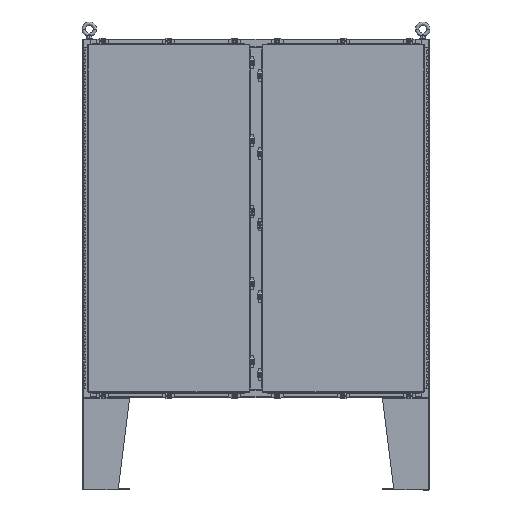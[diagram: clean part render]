
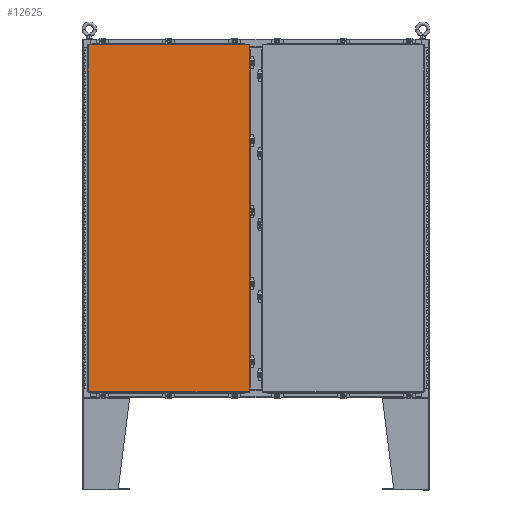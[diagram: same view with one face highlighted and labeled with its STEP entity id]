
A CAD part, top view. The second image highlights one B-rep face of the part: STEP entity #12625.
In plain terms, the highlighted planar face has unit normal (0, 0, 1).
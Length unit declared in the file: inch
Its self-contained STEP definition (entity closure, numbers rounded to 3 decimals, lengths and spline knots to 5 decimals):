
#3699 = CARTESIAN_POINT ( 'NONE',  ( 13.9178, -30.0182, 0. ) ) ;
#5256 = LINE ( 'NONE', #7672, #46473 ) ;
#6267 = ORIENTED_EDGE ( 'NONE', *, *, #7153, .T. ) ;
#6561 = AXIS2_PLACEMENT_3D ( 'NONE', #56199, #66999, #34782 ) ;
#7153 = EDGE_CURVE ( 'NONE', #8599, #60301, #5256, .T. ) ;
#7672 = CARTESIAN_POINT ( 'NONE',  ( 13.9178, -30.0182, 0. ) ) ;
#8250 = LINE ( 'NONE', #65703, #63781 ) ;
#8599 = VERTEX_POINT ( 'NONE', #3699 ) ;
#12625 = ADVANCED_FACE ( 'NONE', ( #28738 ), #39968, .F. ) ;
#13606 = VERTEX_POINT ( 'NONE', #53922 ) ;
#24585 = DIRECTION ( 'NONE',  ( 0., -1., 0. ) ) ;
#28311 = VECTOR ( 'NONE', #36661, 39.37008 ) ;
#28379 = VERTEX_POINT ( 'NONE', #44666 ) ;
#28738 = FACE_OUTER_BOUND ( 'NONE', #56452, .T. ) ;
#34782 = DIRECTION ( 'NONE',  ( -1., 0., 0. ) ) ;
#35228 = ORIENTED_EDGE ( 'NONE', *, *, #52453, .T. ) ;
#36661 = DIRECTION ( 'NONE',  ( 1., 0., 0. ) ) ;
#38446 = ORIENTED_EDGE ( 'NONE', *, *, #64306, .T. ) ;
#39861 = DIRECTION ( 'NONE',  ( 0., 1., 0. ) ) ;
#39968 = PLANE ( 'NONE',  #6561 ) ;
#40904 = LINE ( 'NONE', #68899, #28311 ) ;
#43388 = EDGE_CURVE ( 'NONE', #60301, #28379, #8250, .T. ) ;
#43543 = VECTOR ( 'NONE', #24585, 39.37008 ) ;
#44289 = DIRECTION ( 'NONE',  ( -1., 0., 0. ) ) ;
#44666 = CARTESIAN_POINT ( 'NONE',  ( -13.9178, 30.0182, 0. ) ) ;
#44734 = ORIENTED_EDGE ( 'NONE', *, *, #43388, .T. ) ;
#45975 = CARTESIAN_POINT ( 'NONE',  ( -13.9178, 30.0182, 0. ) ) ;
#46473 = VECTOR ( 'NONE', #39861, 39.37008 ) ;
#52453 = EDGE_CURVE ( 'NONE', #13606, #8599, #40904, .T. ) ;
#53922 = CARTESIAN_POINT ( 'NONE',  ( -13.9178, -30.0182, 0. ) ) ;
#56199 = CARTESIAN_POINT ( 'NONE',  ( 0., 0., 0. ) ) ;
#56452 = EDGE_LOOP ( 'NONE', ( #35228, #6267, #44734, #38446 ) ) ;
#57892 = LINE ( 'NONE', #45975, #43543 ) ;
#60301 = VERTEX_POINT ( 'NONE', #65798 ) ;
#63781 = VECTOR ( 'NONE', #44289, 39.37008 ) ;
#64306 = EDGE_CURVE ( 'NONE', #28379, #13606, #57892, .T. ) ;
#65703 = CARTESIAN_POINT ( 'NONE',  ( 13.9178, 30.0182, 0. ) ) ;
#65798 = CARTESIAN_POINT ( 'NONE',  ( 13.9178, 30.0182, 0. ) ) ;
#66999 = DIRECTION ( 'NONE',  ( 0., 0., -1. ) ) ;
#68899 = CARTESIAN_POINT ( 'NONE',  ( -13.9178, -30.0182, 0. ) ) ;
